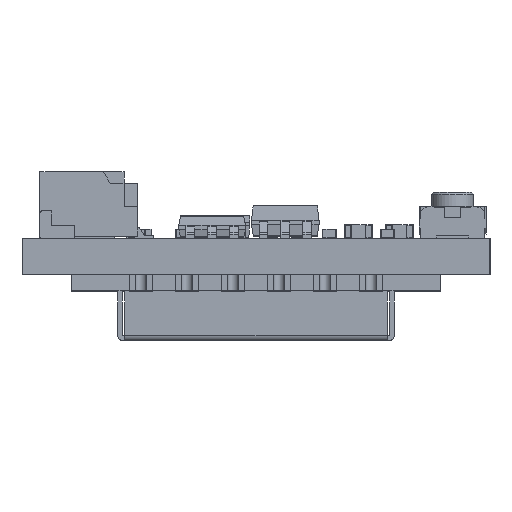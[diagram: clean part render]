
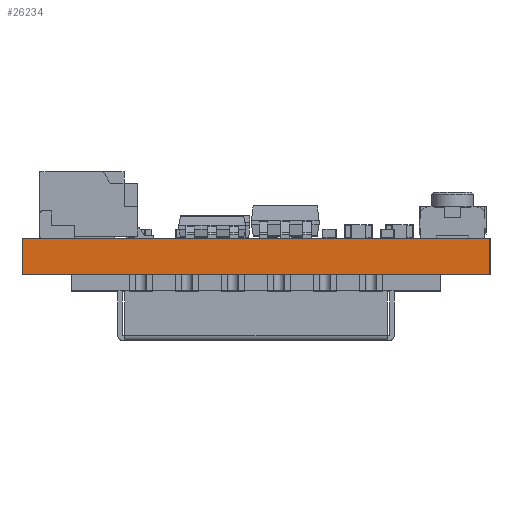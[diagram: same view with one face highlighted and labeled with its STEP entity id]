
A CAD part, left-side view. The second image highlights one B-rep face of the part: STEP entity #26234.
In plain terms, the highlighted planar face has unit normal (-1, 0, 0).
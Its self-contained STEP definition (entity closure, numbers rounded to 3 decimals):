
#1793=PLANE('',#28346);
#2803=FACE_OUTER_BOUND('',#4245,.T.);
#4245=EDGE_LOOP('',(#18596,#18597,#18598,#18599));
#5897=LINE('',#38089,#8756);
#5905=LINE('',#38104,#8764);
#5906=LINE('',#38106,#8765);
#5907=LINE('',#38107,#8766);
#8756=VECTOR('',#30792,10.);
#8764=VECTOR('',#30804,10.);
#8765=VECTOR('',#30807,10.);
#8766=VECTOR('',#30808,10.);
#12360=VERTEX_POINT('',#38086);
#12361=VERTEX_POINT('',#38088);
#12365=VERTEX_POINT('',#38100);
#12366=VERTEX_POINT('',#38102);
#14815=EDGE_CURVE('',#12360,#12361,#5897,.T.);
#14823=EDGE_CURVE('',#12365,#12366,#5905,.T.);
#14824=EDGE_CURVE('',#12360,#12365,#5906,.T.);
#14825=EDGE_CURVE('',#12361,#12366,#5907,.T.);
#18596=ORIENTED_EDGE('',*,*,#14824,.T.);
#18597=ORIENTED_EDGE('',*,*,#14823,.T.);
#18598=ORIENTED_EDGE('',*,*,#14825,.F.);
#18599=ORIENTED_EDGE('',*,*,#14815,.F.);
#26234=ADVANCED_FACE('',(#2803),#1793,.T.);
#28346=AXIS2_PLACEMENT_3D('',#38105,#30805,#30806);
#30792=DIRECTION('',(0.,0.,1.));
#30804=DIRECTION('',(0.,0.,1.));
#30805=DIRECTION('center_axis',(-1.,0.,0.));
#30806=DIRECTION('ref_axis',(0.,-1.,0.));
#30807=DIRECTION('',(0.,-1.,0.));
#30808=DIRECTION('',(0.,-1.,0.));
#38086=CARTESIAN_POINT('',(0.,10.16,0.));
#38088=CARTESIAN_POINT('',(0.,10.16,1.57));
#38089=CARTESIAN_POINT('',(0.,10.16,0.));
#38100=CARTESIAN_POINT('',(0.,-10.16,0.));
#38102=CARTESIAN_POINT('',(0.,-10.16,1.57));
#38104=CARTESIAN_POINT('',(0.,-10.16,0.));
#38105=CARTESIAN_POINT('Origin',(0.,10.16,0.));
#38106=CARTESIAN_POINT('',(0.,10.16,0.));
#38107=CARTESIAN_POINT('',(0.,10.16,1.57));
